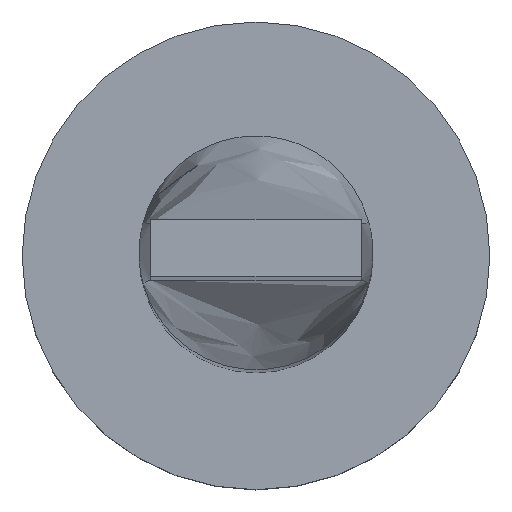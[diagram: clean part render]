
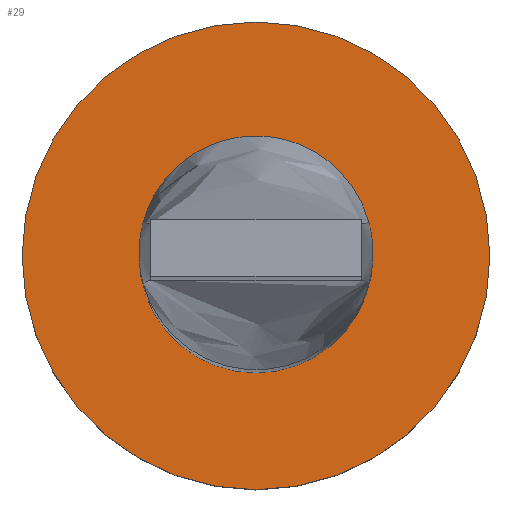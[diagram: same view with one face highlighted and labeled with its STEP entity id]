
A CAD part, top view. The second image highlights one B-rep face of the part: STEP entity #29.
In plain terms, the highlighted planar face has unit normal (0, 0, 1).
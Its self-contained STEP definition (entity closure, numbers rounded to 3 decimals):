
#29 = ADVANCED_FACE ( 'NONE', ( #326, #265 ), #102, .T. ) ;
#48 = ORIENTED_EDGE ( 'NONE', *, *, #309, .F. ) ;
#60 = CARTESIAN_POINT ( 'NONE',  ( 0., 0., 3. ) ) ;
#68 = DIRECTION ( 'NONE',  ( 1., 0., 0. ) ) ;
#80 = ORIENTED_EDGE ( 'NONE', *, *, #147, .T. ) ;
#83 = AXIS2_PLACEMENT_3D ( 'NONE', #521, #517, #68 ) ;
#92 = CARTESIAN_POINT ( 'NONE',  ( 0., 0., 3. ) ) ;
#95 = ORIENTED_EDGE ( 'NONE', *, *, #120, .T. ) ;
#102 = PLANE ( 'NONE',  #304 ) ;
#120 = EDGE_CURVE ( 'NONE', #312, #561, #271, .T. ) ;
#129 = CIRCLE ( 'NONE', #357, 2.5 ) ;
#137 = DIRECTION ( 'NONE',  ( 1., 0., 0. ) ) ;
#147 = EDGE_CURVE ( 'NONE', #561, #312, #273, .T. ) ;
#170 = EDGE_LOOP ( 'NONE', ( #80, #95 ) ) ;
#175 = CIRCLE ( 'NONE', #447, 2.5 ) ;
#180 = CARTESIAN_POINT ( 'NONE',  ( 5., 0., 3. ) ) ;
#187 = DIRECTION ( 'NONE',  ( 0., 0., 1. ) ) ;
#265 = FACE_OUTER_BOUND ( 'NONE', #170, .T. ) ;
#271 = CIRCLE ( 'NONE', #375, 5. ) ;
#273 = CIRCLE ( 'NONE', #83, 5. ) ;
#276 = DIRECTION ( 'NONE',  ( 0., 0., 1. ) ) ;
#281 = EDGE_CURVE ( 'NONE', #475, #546, #129, .T. ) ;
#300 = EDGE_LOOP ( 'NONE', ( #487, #48 ) ) ;
#304 = AXIS2_PLACEMENT_3D ( 'NONE', #363, #502, #550 ) ;
#309 = EDGE_CURVE ( 'NONE', #546, #475, #175, .T. ) ;
#312 = VERTEX_POINT ( 'NONE', #180 ) ;
#326 = FACE_BOUND ( 'NONE', #300, .T. ) ;
#330 = CARTESIAN_POINT ( 'NONE',  ( -2.5, 0., 3. ) ) ;
#357 = AXIS2_PLACEMENT_3D ( 'NONE', #92, #187, #495 ) ;
#363 = CARTESIAN_POINT ( 'NONE',  ( 0., 0., 3. ) ) ;
#375 = AXIS2_PLACEMENT_3D ( 'NONE', #60, #548, #443 ) ;
#385 = CARTESIAN_POINT ( 'NONE',  ( -5., 0., 3. ) ) ;
#443 = DIRECTION ( 'NONE',  ( 1., 0., 0. ) ) ;
#447 = AXIS2_PLACEMENT_3D ( 'NONE', #504, #276, #137 ) ;
#475 = VERTEX_POINT ( 'NONE', #330 ) ;
#487 = ORIENTED_EDGE ( 'NONE', *, *, #281, .F. ) ;
#495 = DIRECTION ( 'NONE',  ( 1., 0., 0. ) ) ;
#502 = DIRECTION ( 'NONE',  ( 0., 0., 1. ) ) ;
#504 = CARTESIAN_POINT ( 'NONE',  ( 0., 0., 3. ) ) ;
#517 = DIRECTION ( 'NONE',  ( 0., 0., 1. ) ) ;
#518 = CARTESIAN_POINT ( 'NONE',  ( 2.5, 0., 3. ) ) ;
#521 = CARTESIAN_POINT ( 'NONE',  ( 0., 0., 3. ) ) ;
#546 = VERTEX_POINT ( 'NONE', #518 ) ;
#548 = DIRECTION ( 'NONE',  ( 0., 0., 1. ) ) ;
#550 = DIRECTION ( 'NONE',  ( 1., 0., 0. ) ) ;
#561 = VERTEX_POINT ( 'NONE', #385 ) ;
